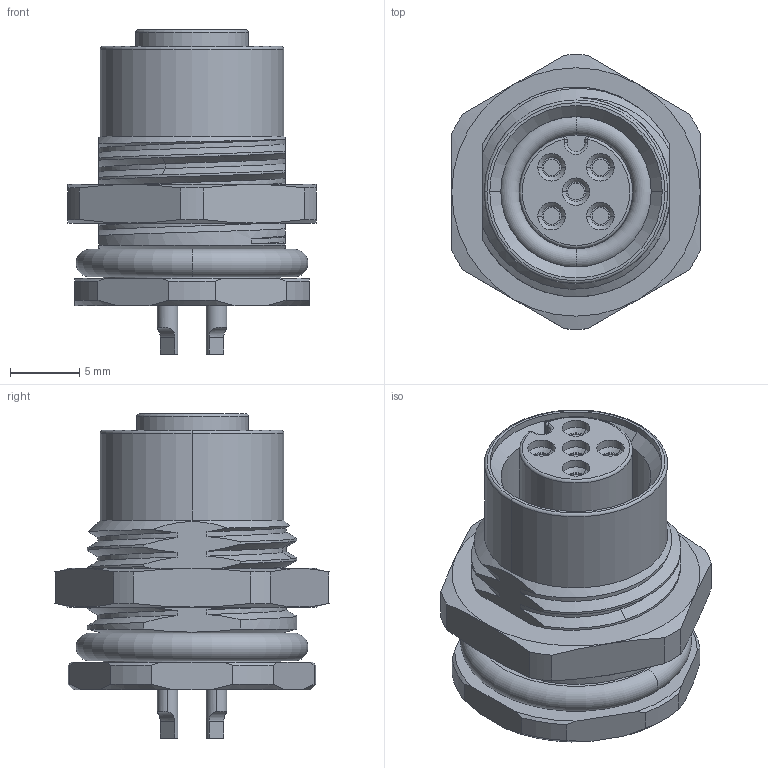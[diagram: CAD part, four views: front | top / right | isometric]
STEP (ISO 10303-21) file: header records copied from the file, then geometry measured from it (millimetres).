
FILE_DESCRIPTION((''),'2;1');
FILE_NAME('C-T4131012041-000','2020-06-12T11:03:43',('workeradm'),('TE Connectivity Ltd.'),'CREO PARAMETRIC BY PTC INC, 2019292','CREO PARAMETRIC BY PTC INC, 2019292','');
FILE_SCHEMA(('AUTOMOTIVE_DESIGN { 1 0 10303 214 1 1 1 1 }'));
Length unit declared in the file: millimetre
Products named in the file (1): C-T4131012041-000
Bounding box: 18 x 19.89 x 23.5 mm (x, y, z)
Volume: 3036.4 mm3; surface area: 2669 mm2
Topology: 1 solids, 1 shells, 225 faces, 569 edges, 390 vertices
Faces by surface type: cylinder 76, plane 59, cone 46, bspline 34, torus 8, sphere 2
Entity records: 14621 total; most frequent: CARTESIAN_POINT 9232, ORIENTED_EDGE 1096, DIRECTION 1000, EDGE_CURVE 548, AXIS2_PLACEMENT_3D 394, VERTEX_POINT 348, EDGE_LOOP 248, FACE_OUTER_BOUND 225
